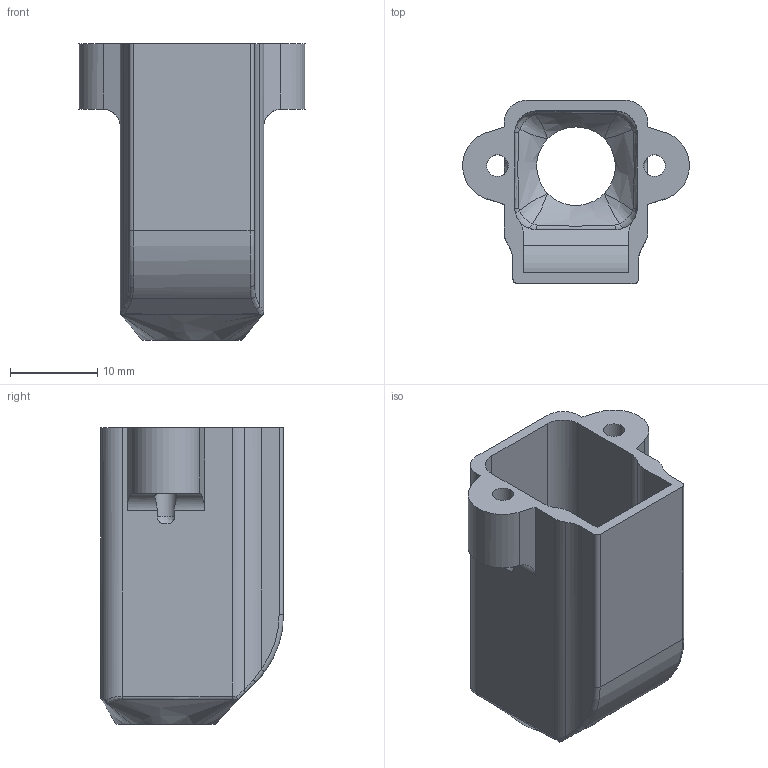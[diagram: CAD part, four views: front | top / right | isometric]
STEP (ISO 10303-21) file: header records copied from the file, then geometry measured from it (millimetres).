
FILE_DESCRIPTION(/* description */ (''),/* implementation_level */ '2;1');
FILE_NAME(/* name */ 'touch_shroud A.step',/* time_stamp */ '2021-11-07T08:13:57+01:00',/* author */ (''),/* organization */ (''),/* preprocessor_version */ 'ST-DEVELOPER v18.1',/* originating_system */ 'Autodesk Translation Framework v10.10.0.1391',/* authorisation */ '');
FILE_SCHEMA (('AUTOMOTIVE_DESIGN { 1 0 10303 214 3 1 1 }'));
Length unit declared in the file: millimetre
Products named in the file (1): touch_shroud A
Bounding box: 25.97 x 20.97 x 34 mm (x, y, z)
Volume: 3363.4 mm3; surface area: 4876.5 mm2
Topology: 1 solids, 1 shells, 99 faces, 272 edges, 165 vertices
Faces by surface type: bspline 50, cylinder 24, plane 23, torus 2
Full cylindrical faces by diameter (mm): 2.5 x2
Entity records: 4465 total; most frequent: CARTESIAN_POINT 2251, ORIENTED_EDGE 528, DIRECTION 341, EDGE_CURVE 264, VERTEX_POINT 165, AXIS2_PLACEMENT_3D 130, EDGE_LOOP 103, B_SPLINE_CURVE_WITH_KNOTS 103
